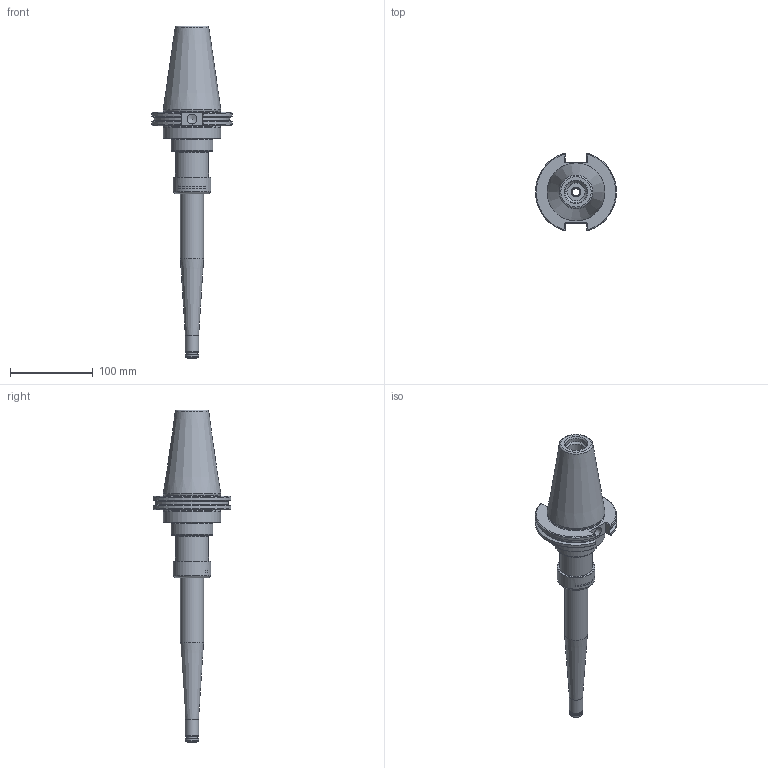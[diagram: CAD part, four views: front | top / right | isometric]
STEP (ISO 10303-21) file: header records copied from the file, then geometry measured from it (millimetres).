
FILE_DESCRIPTION(/* description */ (''),/* implementation_level */ '2;1');
FILE_NAME(/* name */ '885371131.stp',/* time_stamp */ '2023-03-15T12:16:41',/* author */ ('Ratnasingam Jekanthan'),/* organization */ ('REGO-FIX'),/* preprocessor_version */ ' Unknown',/* originating_system */ 'SIEMENS PLM Software Solid Edge ST10',/* authorization */ 'Unknown');
FILE_SCHEMA (('AUTOMOTIVE_DESIGN { 1 0 10303 214 2 1 1}'));
Length unit declared in the file: millimetre
Products named in the file (1): NOCUT
Bounding box: 98.08 x 94.39 x 402.4 mm (x, y, z)
Volume: 537557.8 mm3; surface area: 87738.1 mm2
Topology: 1 solids, 3 shells, 166 faces, 394 edges, 246 vertices
Faces by surface type: plane 48, cylinder 44, cone 41, torus 25, bspline 8
Full cylindrical faces by diameter (mm): 9 x1, 10 x2, 11.7 x1, 13 x1, 16 x2, 21.963 x3, 23.8 x1, 24.7 x1, 25 x1, 26.4 x1, 28 x1, 29 x1, 33 x1, 34 x1, 38.376 x1, 40 x1, 40.05 x1, 43.3 x1, 45.65 x1, 50.5 x1, 69.85 x1
Entity records: 5534 total; most frequent: CARTESIAN_POINT 1006, DIRECTION 685, ORIENTED_EDGE 588, AXIS2_PLACEMENT_3D 302, EDGE_CURVE 294, FACE_BOUND 264, EDGE_LOOP 263, VERTEX_POINT 226
